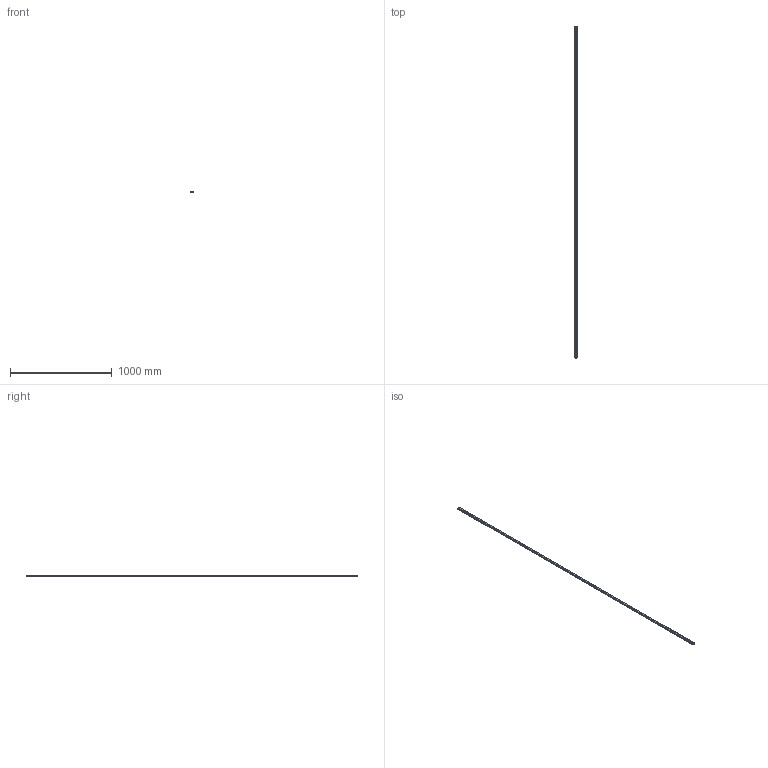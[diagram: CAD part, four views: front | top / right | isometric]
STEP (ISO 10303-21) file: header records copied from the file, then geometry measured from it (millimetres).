
FILE_DESCRIPTION(('STEP AP214'),'1');
FILE_NAME('cctmp_13F9A860-407D-4E73-AD4B-D7C99245BA76_2021_02_03_14_13_05_0718..stp','2021-02-03T13:13:06',('HIWIN GmbH'),('CADClick - www.CADClick.com'),'Spatial InterOp 3D',' ','unknown authorization');
FILE_SCHEMA(('AUTOMOTIVE_DESIGN'));
Length unit declared in the file: millimetre
Products named in the file (1): EGR20R3260C_FILE
Bounding box: 20 x 3260 x 15.5 mm (x, y, z)
Volume: 874347.7 mm3; surface area: 260906.1 mm2
Topology: 1 solids, 1 shells, 763 faces, 1721 edges, 1074 vertices
Faces by surface type: plane 415, cylinder 348
Entity records: 27579 total; most frequent: DIRECTION 4165, CARTESIAN_POINT 3559, ORIENTED_EDGE 3442, EDGE_CURVE 1721, AXIS2_PLACEMENT_3D 1680, VERTEX_POINT 1074, EDGE_LOOP 877, LINE 805
